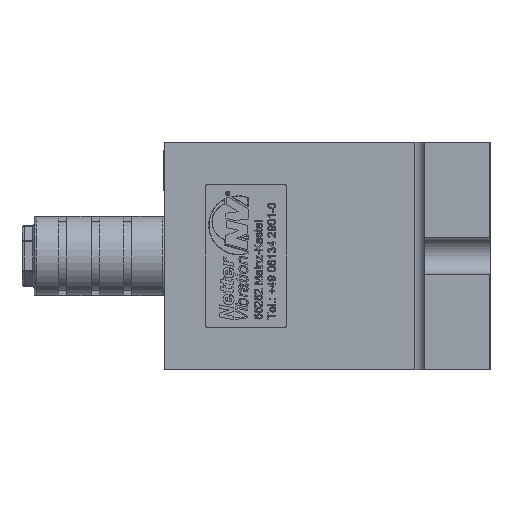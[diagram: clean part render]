
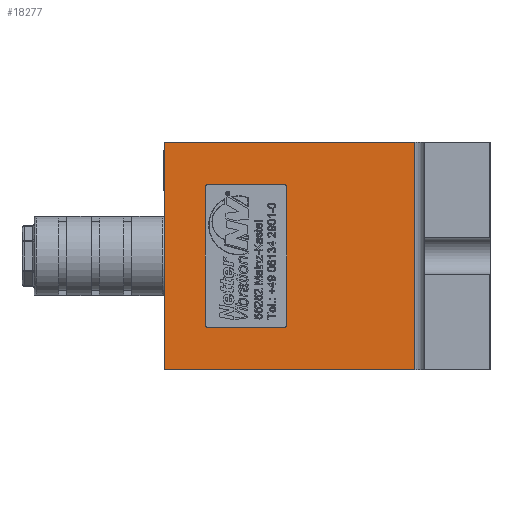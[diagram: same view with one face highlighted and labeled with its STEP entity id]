
A CAD part, left-side view. The second image highlights one B-rep face of the part: STEP entity #18277.
In plain terms, the highlighted planar face has unit normal (-1, 0, 0).
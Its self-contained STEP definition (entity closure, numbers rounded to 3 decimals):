
#640 = DIRECTION ( 'NONE',  ( 0., 0., -1. ) ) ;
#651 = ORIENTED_EDGE ( 'NONE', *, *, #16339, .T. ) ;
#1133 = CARTESIAN_POINT ( 'NONE',  ( -40., 40., 28. ) ) ;
#3670 = CARTESIAN_POINT ( 'NONE',  ( -40., 40., 28. ) ) ;
#3749 = EDGE_CURVE ( 'NONE', #7372, #17837, #13726, .T. ) ;
#5291 = LINE ( 'NONE', #1133, #14485 ) ;
#5710 = ORIENTED_EDGE ( 'NONE', *, *, #13081, .T. ) ;
#6911 = VECTOR ( 'NONE', #9351, 1000. ) ;
#7075 = CARTESIAN_POINT ( 'NONE',  ( -40., -21.5, -28. ) ) ;
#7372 = VERTEX_POINT ( 'NONE', #10936 ) ;
#7373 = FACE_OUTER_BOUND ( 'NONE', #17912, .T. ) ;
#7976 = LINE ( 'NONE', #13696, #15835 ) ;
#9351 = DIRECTION ( 'NONE',  ( 0., 0., 1. ) ) ;
#10669 = PLANE ( 'NONE',  #15697 ) ;
#10936 = CARTESIAN_POINT ( 'NONE',  ( -40., 40., -28. ) ) ;
#12087 = CARTESIAN_POINT ( 'NONE',  ( -40., 40., -28. ) ) ;
#12222 = ORIENTED_EDGE ( 'NONE', *, *, #19549, .F. ) ;
#12734 = CARTESIAN_POINT ( 'NONE',  ( -40., 40., -28. ) ) ;
#13081 = EDGE_CURVE ( 'NONE', #16850, #16664, #7976, .T. ) ;
#13696 = CARTESIAN_POINT ( 'NONE',  ( -40., -21.5, 28. ) ) ;
#13726 = LINE ( 'NONE', #14411, #6911 ) ;
#13853 = ORIENTED_EDGE ( 'NONE', *, *, #3749, .F. ) ;
#13891 = DIRECTION ( 'NONE',  ( 1., 0., 0. ) ) ;
#14132 = LINE ( 'NONE', #12734, #19432 ) ;
#14411 = CARTESIAN_POINT ( 'NONE',  ( -40., 40., -28. ) ) ;
#14485 = VECTOR ( 'NONE', #18025, 1000. ) ;
#14501 = DIRECTION ( 'NONE',  ( 0., 1., 0. ) ) ;
#15697 = AXIS2_PLACEMENT_3D ( 'NONE', #12087, #13891, #640 ) ;
#15835 = VECTOR ( 'NONE', #17315, 1000. ) ;
#16339 = EDGE_CURVE ( 'NONE', #16664, #17837, #5291, .T. ) ;
#16664 = VERTEX_POINT ( 'NONE', #18149 ) ;
#16850 = VERTEX_POINT ( 'NONE', #7075 ) ;
#17315 = DIRECTION ( 'NONE',  ( 0., 0., 1. ) ) ;
#17837 = VERTEX_POINT ( 'NONE', #3670 ) ;
#17912 = EDGE_LOOP ( 'NONE', ( #12222, #5710, #651, #13853 ) ) ;
#18025 = DIRECTION ( 'NONE',  ( 0., 1., 0. ) ) ;
#18149 = CARTESIAN_POINT ( 'NONE',  ( -40., -21.5, 28. ) ) ;
#18277 = ADVANCED_FACE ( 'NONE', ( #7373 ), #10669, .F. ) ;
#19432 = VECTOR ( 'NONE', #14501, 1000. ) ;
#19549 = EDGE_CURVE ( 'NONE', #16850, #7372, #14132, .T. ) ;
